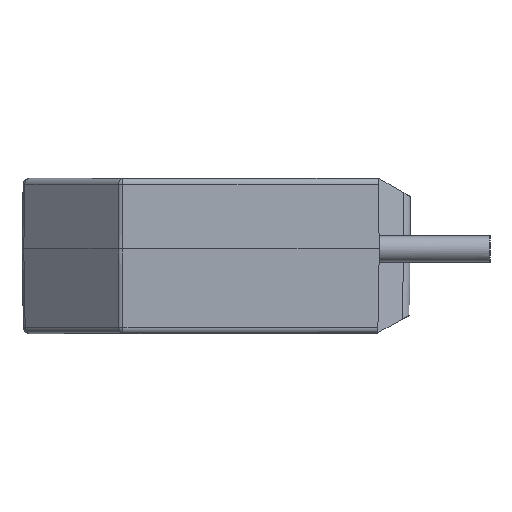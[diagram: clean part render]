
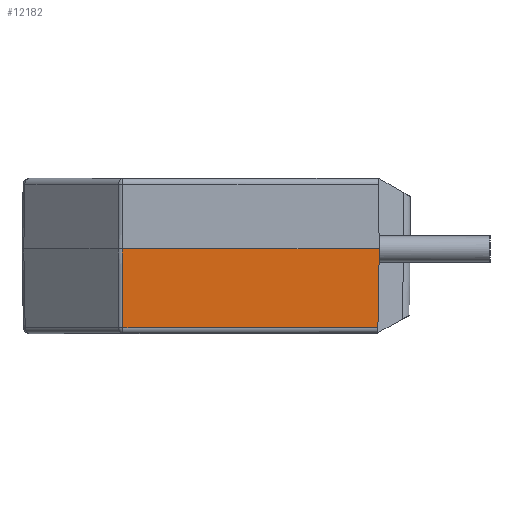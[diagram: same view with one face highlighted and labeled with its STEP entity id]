
A CAD part, left-side view. The second image highlights one B-rep face of the part: STEP entity #12182.
In plain terms, the highlighted planar face has unit normal (-1, 0, -0.018).
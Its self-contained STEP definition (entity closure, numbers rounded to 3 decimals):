
#447 = EDGE_LOOP ( 'NONE', ( #3038, #8792, #13283, #12493 ) ) ;
#1040 = VECTOR ( 'NONE', #3378, 1000. ) ;
#1559 = DIRECTION ( 'NONE',  ( 0., 1., 0. ) ) ;
#1699 = DIRECTION ( 'NONE',  ( -1., 0., -0.017 ) ) ;
#1926 = AXIS2_PLACEMENT_3D ( 'NONE', #2503, #1699, #1559 ) ;
#2366 = LINE ( 'NONE', #5693, #7792 ) ;
#2503 = CARTESIAN_POINT ( 'NONE',  ( -1.905, 12.7, 0. ) ) ;
#3038 = ORIENTED_EDGE ( 'NONE', *, *, #5175, .T. ) ;
#3134 = VERTEX_POINT ( 'NONE', #5821 ) ;
#3302 = FACE_OUTER_BOUND ( 'NONE', #447, .T. ) ;
#3337 = CARTESIAN_POINT ( 'NONE',  ( -1.86, 9.399, -2.573 ) ) ;
#3378 = DIRECTION ( 'NONE',  ( 0., -1., 0. ) ) ;
#3470 = LINE ( 'NONE', #7704, #9130 ) ;
#4301 = CARTESIAN_POINT ( 'NONE',  ( -1.86, 1.065, -2.573 ) ) ;
#4541 = CARTESIAN_POINT ( 'NONE',  ( -1.86, 1.12, -2.573 ) ) ;
#5122 = VERTEX_POINT ( 'NONE', #3337 ) ;
#5175 = EDGE_CURVE ( 'NONE', #7625, #3134, #3470, .T. ) ;
#5658 = CARTESIAN_POINT ( 'NONE',  ( -1.905, 9.417, 0.024 ) ) ;
#5693 = CARTESIAN_POINT ( 'NONE',  ( -1.901, 1.024, -0.204 ) ) ;
#5728 = DIRECTION ( 'NONE',  ( 0.017, -0.007, -1. ) ) ;
#5821 = CARTESIAN_POINT ( 'NONE',  ( -1.905, 9.417, 0. ) ) ;
#6155 = EDGE_CURVE ( 'NONE', #5122, #10594, #9693, .T. ) ;
#6352 = VECTOR ( 'NONE', #5728, 1000. ) ;
#7597 = EDGE_CURVE ( 'NONE', #3134, #5122, #14214, .T. ) ;
#7625 = VERTEX_POINT ( 'NONE', #8941 ) ;
#7704 = CARTESIAN_POINT ( 'NONE',  ( -1.905, 12.7, 0. ) ) ;
#7792 = VECTOR ( 'NONE', #11038, 1000. ) ;
#8792 = ORIENTED_EDGE ( 'NONE', *, *, #7597, .T. ) ;
#8893 = PLANE ( 'NONE',  #1926 ) ;
#8941 = CARTESIAN_POINT ( 'NONE',  ( -1.905, 1.02, 0. ) ) ;
#9130 = VECTOR ( 'NONE', #9853, 1000. ) ;
#9447 = EDGE_CURVE ( 'NONE', #7625, #10594, #2366, .T. ) ;
#9693 = LINE ( 'NONE', #4541, #1040 ) ;
#9853 = DIRECTION ( 'NONE',  ( 0., 1., 0. ) ) ;
#10594 = VERTEX_POINT ( 'NONE', #4301 ) ;
#11038 = DIRECTION ( 'NONE',  ( 0.017, 0.017, -1. ) ) ;
#12182 = ADVANCED_FACE ( 'NONE', ( #3302 ), #8893, .T. ) ;
#12493 = ORIENTED_EDGE ( 'NONE', *, *, #9447, .F. ) ;
#13283 = ORIENTED_EDGE ( 'NONE', *, *, #6155, .T. ) ;
#14214 = LINE ( 'NONE', #5658, #6352 ) ;
